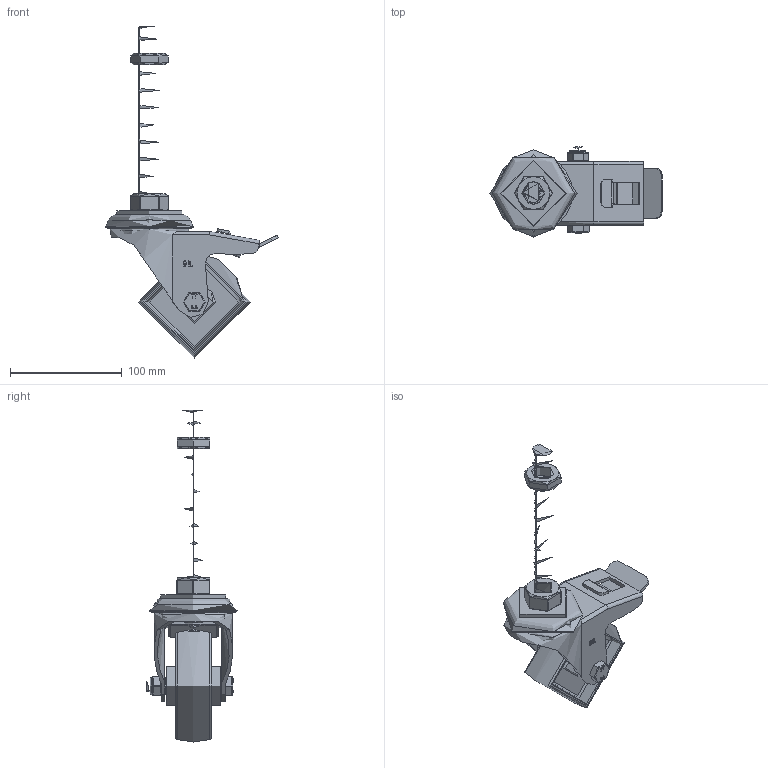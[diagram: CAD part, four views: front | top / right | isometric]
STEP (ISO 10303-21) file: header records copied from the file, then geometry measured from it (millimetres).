
FILE_DESCRIPTION(/* description */ ('','CAx-IF Rec.Pracs.---Representation and Presentation of Product Manufacturing Information (PMI)---4.0---2014-10-13'),/* implementation_level */ '2;1');
FILE_NAME(/* name */ 'BZEH100NYBSWBM20X150.step',/* time_stamp */ '2025-01-02T14:25:48Z',/* author */ (''),/* organization */ (''),/* preprocessor_version */ 'ST-DEVELOPER v20',/* originating_system */ 'Autodesk Translation Framework v13.20.0.188',/* authorisation */ '');
FILE_SCHEMA (('AP242_MANAGED_MODEL_BASED_3D_ENGINEERING_MIM_LF { 1 0 10303 442 1 1 4 }'));
Length unit declared in the file: millimetre
Products named in the file (33): BZEH100NYBSWBM20X150; BZEH100ASBH12SWB v1; ZINC PLATED, PRESSED STEEL TOP HEAD; ZINC PLATED, PRESSED STEEL FORKS; ZINC PLATED, PRESSED BRAKE PEDAL; BRAKE PAD; BRAKE PAD Geometry; brake bolt; BZH100WNYRB61 v1; NYLON WHEEL; NYLON WHEEL2; CAPS; ROLLER BEARING; CAGE; RIBS; Component4; TUBEM15X50 v1; ZINC PLATED AXLE TUBE; HEXBOLTM10X70Z8.8 v2; GRADE 8.8 THREADED ZINC PLATED BOLT; NYLOCM10Z v1; NYLOC NUT; RUBBER; NUT; THREADED STAINLESS STEEL ADJUSTING UNIT (1); BASE (1); M20 (1); NUT2 (1); WASHER (1); NUT (2); NUT Geometry (1); RUBBER (2); NM20HALFNUT (1)
Assembly tree (39 placements, depth 5):
  BZEH100NYBSWBM20X150
    BZEH100ASBH12SWB v1
      ZINC PLATED, PRESSED STEEL TOP HEAD
      ZINC PLATED, PRESSED STEEL FORKS
      ZINC PLATED, PRESSED BRAKE PEDAL
      BRAKE PAD
        BRAKE PAD Geometry
        brake bolt
    BZH100WNYRB61 v1
      NYLON WHEEL
        NYLON WHEEL2
        CAPS
      ROLLER BEARING
        CAGE
        RIBS
          Component4  x8
    TUBEM15X50 v1
      ZINC PLATED AXLE TUBE
    HEXBOLTM10X70Z8.8 v2
      GRADE 8.8 THREADED ZINC PLATED BOLT
    NYLOCM10Z v1
      NYLOC NUT
        RUBBER
        NUT
    THREADED STAINLESS STEEL ADJUSTING UNIT (1)
      BASE (1)
      M20 (1)
      NUT2 (1)
      WASHER (1)
      NUT (2)
        NUT Geometry (1)
        RUBBER (2)
      NM20HALFNUT (1)
Bounding box: 154 x 80.5 x 296.5 mm (x, y, z)
Volume: 293231.7 mm3; surface area: 152983.2 mm2
Topology: 28 solids, 28 shells, 931 faces, 2422 edges, 1551 vertices
Faces by surface type: cylinder 382, plane 365, bspline 85, torus 36, cone 33, sphere 30
Full cylindrical faces by diameter (mm): 4 x8, 8 x2, 8.141 x18, 9.836 x18, 9.85 x19, 10 x3, 10.2 x2, 10.5 x1, 11.834 x18, 12 x2, 12.2 x1, 13 x3, 14.5 x2, 15 x2, 15.2 x2, 16 x2, 16.938 x57, 18 x1, 19.791 x56, 20 x2, 21 x1, 22.5 x1, 22.75 x1, 23 x3, 23.5 x1, 25 x1, 28.745 x1, 30 x1, 34 x2, 53.5 x1
Entity records: 70475 total; most frequent: CARTESIAN_POINT 48213, ORIENTED_EDGE 4790, DIRECTION 4027, EDGE_CURVE 2395, VERTEX_POINT 1537, AXIS2_PLACEMENT_3D 1484, LINE 1059, VECTOR 1059
